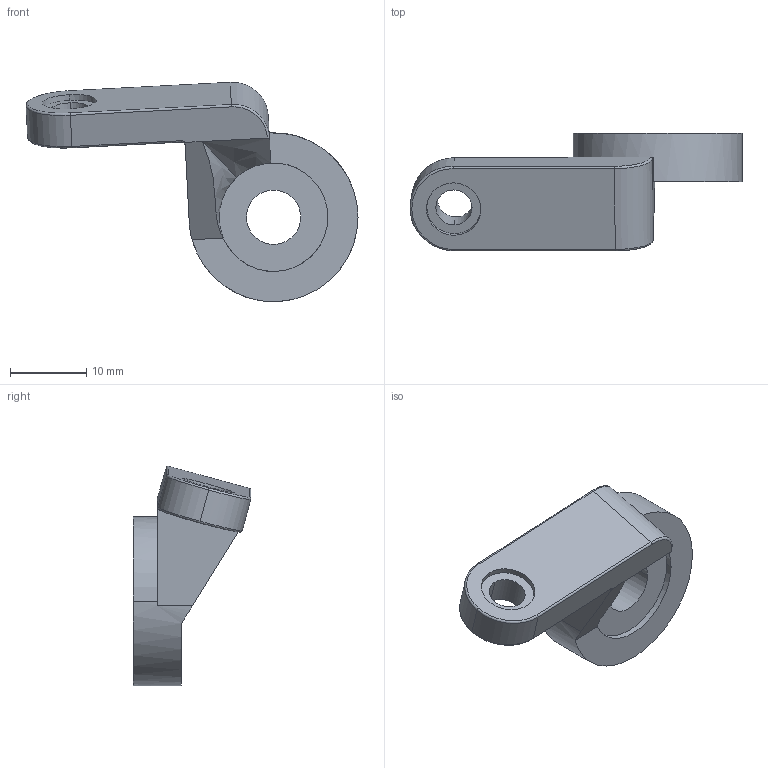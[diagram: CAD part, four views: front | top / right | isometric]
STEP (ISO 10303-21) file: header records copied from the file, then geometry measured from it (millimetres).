
FILE_DESCRIPTION(('produced by SPATIAL CORP'),'2;1');
FILE_NAME( 'bail_arm.prt.hh.sat.stp', '2002-04-19T13:30:57+00:00',('SPATIAL CORP'),('SPATIAL CORP'), 'ACIS STEP Husk','http://www.spatial.com','SPATIAL CORP');
FILE_SCHEMA(('CONFIG_CONTROL_DESIGN'));
Length unit declared in the file: millimetre
Products named in the file (1): PRODUCT_ID_1
Bounding box: 43.67 x 15.49 x 28.87 mm (x, y, z)
Volume: 4198.8 mm3; surface area: 2463.6 mm2
Topology: 1 solids, 1 shells, 43 faces, 106 edges, 66 vertices
Faces by surface type: cylinder 20, plane 13, torus 8, bspline 2
Entity records: 1633 total; most frequent: CARTESIAN_POINT 536, DIRECTION 219, ORIENTED_EDGE 212, EDGE_CURVE 106, AXIS2_PLACEMENT_3D 89, VERTEX_POINT 66, CIRCLE 52, EDGE_LOOP 48
